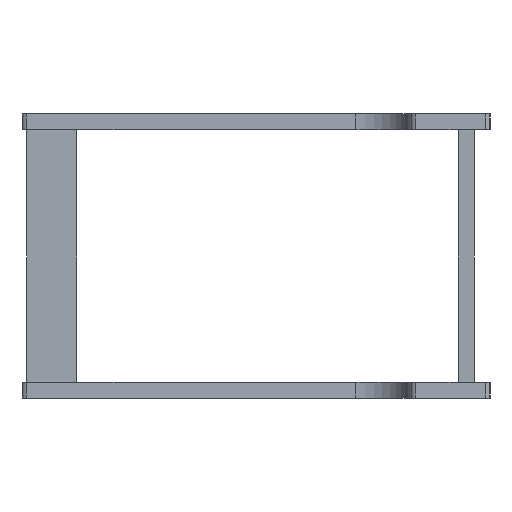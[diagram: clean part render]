
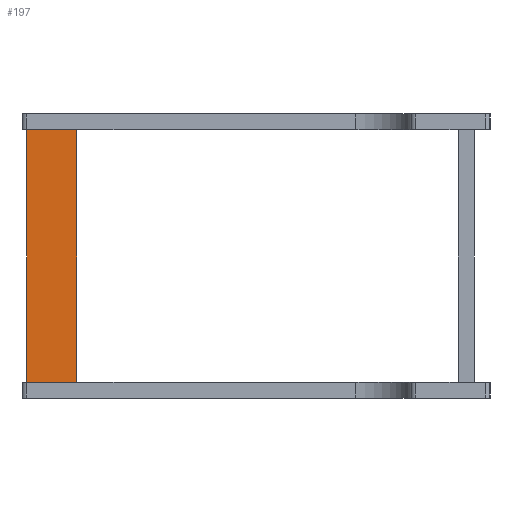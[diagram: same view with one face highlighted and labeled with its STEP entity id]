
A CAD part, left-side view. The second image highlights one B-rep face of the part: STEP entity #197.
In plain terms, the highlighted free-form (B-spline) face has degree [1, 1] with [2, 2] control points.
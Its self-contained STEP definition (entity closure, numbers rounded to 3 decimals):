
#21 = EDGE_CURVE('',#22,#24,#26,.T.);
#22 = VERTEX_POINT('',#23);
#23 = CARTESIAN_POINT('',(252.812,383.908,
    243.813));
#24 = VERTEX_POINT('',#25);
#25 = CARTESIAN_POINT('',(252.812,394.707,
    243.813));
#26 = B_SPLINE_CURVE_WITH_KNOTS('',1,(#27,#28),.UNSPECIFIED.,.F.,.F.,(2,
    2),(80.47,88.),.PIECEWISE_BEZIER_KNOTS.);
#27 = CARTESIAN_POINT('',(252.812,383.908,
    243.813));
#28 = CARTESIAN_POINT('',(252.812,394.707,
    243.813));
#57 = EDGE_CURVE('',#58,#60,#62,.T.);
#58 = VERTEX_POINT('',#59);
#59 = CARTESIAN_POINT('',(252.812,409.049,
    243.813));
#60 = VERTEX_POINT('',#61);
#61 = CARTESIAN_POINT('',(252.812,411.918,
    243.813));
#62 = B_SPLINE_CURVE_WITH_KNOTS('',1,(#63,#64),.UNSPECIFIED.,.F.,.F.,(2,
    2),(98.,100.),.PIECEWISE_BEZIER_KNOTS.);
#63 = CARTESIAN_POINT('',(252.812,409.049,
    243.813));
#64 = CARTESIAN_POINT('',(252.812,411.918,
    243.813));
#103 = VERTEX_POINT('',#104);
#104 = CARTESIAN_POINT('',(252.812,383.908,
    14.342));
#109 = EDGE_CURVE('',#103,#110,#112,.T.);
#110 = VERTEX_POINT('',#111);
#111 = CARTESIAN_POINT('',(252.812,394.707,
    14.342));
#112 = B_SPLINE_CURVE_WITH_KNOTS('',1,(#113,#114),.UNSPECIFIED.,.F.,.F.,
  (2,2),(80.47,88.),.PIECEWISE_BEZIER_KNOTS.);
#113 = CARTESIAN_POINT('',(252.812,383.908,
    14.342));
#114 = CARTESIAN_POINT('',(252.812,394.707,
    14.342));
#139 = VERTEX_POINT('',#140);
#140 = CARTESIAN_POINT('',(252.812,409.049,
    14.342));
#145 = EDGE_CURVE('',#139,#146,#148,.T.);
#146 = VERTEX_POINT('',#147);
#147 = CARTESIAN_POINT('',(252.812,411.918,
    14.342));
#148 = B_SPLINE_CURVE_WITH_KNOTS('',1,(#149,#150),.UNSPECIFIED.,.F.,.F.,
  (2,2),(98.,100.),.PIECEWISE_BEZIER_KNOTS.);
#149 = CARTESIAN_POINT('',(252.812,409.049,
    14.342));
#150 = CARTESIAN_POINT('',(252.812,411.918,
    14.342));
#165 = EDGE_CURVE('',#166,#168,#170,.T.);
#166 = VERTEX_POINT('',#167);
#167 = CARTESIAN_POINT('',(252.812,366.698,
    14.342));
#168 = VERTEX_POINT('',#169);
#169 = CARTESIAN_POINT('',(252.812,369.566,
    14.342));
#170 = B_SPLINE_CURVE_WITH_KNOTS('',1,(#171,#172),.UNSPECIFIED.,.F.,.F.,
  (2,2),(68.47,70.47),.PIECEWISE_BEZIER_KNOTS.);
#171 = CARTESIAN_POINT('',(252.812,366.698,
    14.342));
#172 = CARTESIAN_POINT('',(252.812,369.566,
    14.342));
#197 = ADVANCED_FACE('',(#198),#300,.T.);
#198 = FACE_BOUND('',#199,.T.);
#199 = EDGE_LOOP('',(#200,#209,#216,#223,#228,#229,#236,#243,#248,#249,
    #254,#255,#262,#269,#274,#275,#282,#289,#294,#295));
#200 = ORIENTED_EDGE('',*,*,#201,.T.);
#201 = EDGE_CURVE('',#202,#204,#206,.T.);
#202 = VERTEX_POINT('',#203);
#203 = CARTESIAN_POINT('',(252.812,366.698,
    243.813));
#204 = VERTEX_POINT('',#205);
#205 = CARTESIAN_POINT('',(252.812,369.566,
    243.813));
#206 = B_SPLINE_CURVE_WITH_KNOTS('',1,(#207,#208),.UNSPECIFIED.,.F.,.F.,
  (2,2),(68.47,70.47),.PIECEWISE_BEZIER_KNOTS.);
#207 = CARTESIAN_POINT('',(252.812,366.698,
    243.813));
#208 = CARTESIAN_POINT('',(252.812,369.566,
    243.813));
#209 = ORIENTED_EDGE('',*,*,#210,.F.);
#210 = EDGE_CURVE('',#211,#204,#213,.T.);
#211 = VERTEX_POINT('',#212);
#212 = CARTESIAN_POINT('',(252.812,369.566,
    258.155));
#213 = B_SPLINE_CURVE_WITH_KNOTS('',1,(#214,#215),.UNSPECIFIED.,.F.,.F.,
  (2,2),(10.,20.),.PIECEWISE_BEZIER_KNOTS.);
#214 = CARTESIAN_POINT('',(252.812,369.566,
    258.155));
#215 = CARTESIAN_POINT('',(252.812,369.566,
    243.813));
#216 = ORIENTED_EDGE('',*,*,#217,.F.);
#217 = EDGE_CURVE('',#218,#211,#220,.T.);
#218 = VERTEX_POINT('',#219);
#219 = CARTESIAN_POINT('',(252.812,383.908,
    258.155));
#220 = B_SPLINE_CURVE_WITH_KNOTS('',1,(#221,#222),.UNSPECIFIED.,.F.,.F.,
  (2,2),(-10.,0.),.PIECEWISE_BEZIER_KNOTS.);
#221 = CARTESIAN_POINT('',(252.812,383.908,
    258.155));
#222 = CARTESIAN_POINT('',(252.812,369.566,
    258.155));
#223 = ORIENTED_EDGE('',*,*,#224,.T.);
#224 = EDGE_CURVE('',#218,#22,#225,.T.);
#225 = B_SPLINE_CURVE_WITH_KNOTS('',1,(#226,#227),.UNSPECIFIED.,.F.,.F.,
  (2,2),(10.,20.),.PIECEWISE_BEZIER_KNOTS.);
#226 = CARTESIAN_POINT('',(252.812,383.908,
    258.155));
#227 = CARTESIAN_POINT('',(252.812,383.908,
    243.813));
#228 = ORIENTED_EDGE('',*,*,#21,.T.);
#229 = ORIENTED_EDGE('',*,*,#230,.F.);
#230 = EDGE_CURVE('',#231,#24,#233,.T.);
#231 = VERTEX_POINT('',#232);
#232 = CARTESIAN_POINT('',(252.812,394.707,
    258.155));
#233 = B_SPLINE_CURVE_WITH_KNOTS('',1,(#234,#235),.UNSPECIFIED.,.F.,.F.,
  (2,2),(10.,20.),.PIECEWISE_BEZIER_KNOTS.);
#234 = CARTESIAN_POINT('',(252.812,394.707,
    258.155));
#235 = CARTESIAN_POINT('',(252.812,394.707,
    243.813));
#236 = ORIENTED_EDGE('',*,*,#237,.F.);
#237 = EDGE_CURVE('',#238,#231,#240,.T.);
#238 = VERTEX_POINT('',#239);
#239 = CARTESIAN_POINT('',(252.812,409.049,
    258.155));
#240 = B_SPLINE_CURVE_WITH_KNOTS('',1,(#241,#242),.UNSPECIFIED.,.F.,.F.,
  (2,2),(-10.,0.),.PIECEWISE_BEZIER_KNOTS.);
#241 = CARTESIAN_POINT('',(252.812,409.049,
    258.155));
#242 = CARTESIAN_POINT('',(252.812,394.707,
    258.155));
#243 = ORIENTED_EDGE('',*,*,#244,.T.);
#244 = EDGE_CURVE('',#238,#58,#245,.T.);
#245 = B_SPLINE_CURVE_WITH_KNOTS('',1,(#246,#247),.UNSPECIFIED.,.F.,.F.,
  (2,2),(10.,20.),.PIECEWISE_BEZIER_KNOTS.);
#246 = CARTESIAN_POINT('',(252.812,409.049,
    258.155));
#247 = CARTESIAN_POINT('',(252.812,409.049,
    243.813));
#248 = ORIENTED_EDGE('',*,*,#57,.T.);
#249 = ORIENTED_EDGE('',*,*,#250,.F.);
#250 = EDGE_CURVE('',#146,#60,#251,.T.);
#251 = B_SPLINE_CURVE_WITH_KNOTS('',1,(#252,#253),.UNSPECIFIED.,.F.,.F.,
  (2,2),(10.,170.),.PIECEWISE_BEZIER_KNOTS.);
#252 = CARTESIAN_POINT('',(252.812,411.918,
    14.342));
#253 = CARTESIAN_POINT('',(252.812,411.918,
    243.813));
#254 = ORIENTED_EDGE('',*,*,#145,.F.);
#255 = ORIENTED_EDGE('',*,*,#256,.F.);
#256 = EDGE_CURVE('',#257,#139,#259,.T.);
#257 = VERTEX_POINT('',#258);
#258 = CARTESIAN_POINT('',(252.812,409.049,
    0.));
#259 = B_SPLINE_CURVE_WITH_KNOTS('',1,(#260,#261),.UNSPECIFIED.,.F.,.F.,
  (2,2),(0.,10.),.PIECEWISE_BEZIER_KNOTS.);
#260 = CARTESIAN_POINT('',(252.812,409.049,
    0.));
#261 = CARTESIAN_POINT('',(252.812,409.049,
    14.342));
#262 = ORIENTED_EDGE('',*,*,#263,.T.);
#263 = EDGE_CURVE('',#257,#264,#266,.T.);
#264 = VERTEX_POINT('',#265);
#265 = CARTESIAN_POINT('',(252.812,394.707,
    0.));
#266 = B_SPLINE_CURVE_WITH_KNOTS('',1,(#267,#268),.UNSPECIFIED.,.F.,.F.,
  (2,2),(0.25,0.5),.PIECEWISE_BEZIER_KNOTS.);
#267 = CARTESIAN_POINT('',(252.812,409.049,
    0.));
#268 = CARTESIAN_POINT('',(252.812,394.707,
    0.));
#269 = ORIENTED_EDGE('',*,*,#270,.T.);
#270 = EDGE_CURVE('',#264,#110,#271,.T.);
#271 = B_SPLINE_CURVE_WITH_KNOTS('',1,(#272,#273),.UNSPECIFIED.,.F.,.F.,
  (2,2),(0.,10.),.PIECEWISE_BEZIER_KNOTS.);
#272 = CARTESIAN_POINT('',(252.812,394.707,
    0.));
#273 = CARTESIAN_POINT('',(252.812,394.707,
    14.342));
#274 = ORIENTED_EDGE('',*,*,#109,.F.);
#275 = ORIENTED_EDGE('',*,*,#276,.F.);
#276 = EDGE_CURVE('',#277,#103,#279,.T.);
#277 = VERTEX_POINT('',#278);
#278 = CARTESIAN_POINT('',(252.812,383.908,
    0.));
#279 = B_SPLINE_CURVE_WITH_KNOTS('',1,(#280,#281),.UNSPECIFIED.,.F.,.F.,
  (2,2),(0.,10.),.PIECEWISE_BEZIER_KNOTS.);
#280 = CARTESIAN_POINT('',(252.812,383.908,
    0.));
#281 = CARTESIAN_POINT('',(252.812,383.908,
    14.342));
#282 = ORIENTED_EDGE('',*,*,#283,.T.);
#283 = EDGE_CURVE('',#277,#284,#286,.T.);
#284 = VERTEX_POINT('',#285);
#285 = CARTESIAN_POINT('',(252.812,369.566,
    0.));
#286 = B_SPLINE_CURVE_WITH_KNOTS('',1,(#287,#288),.UNSPECIFIED.,.F.,.F.,
  (2,2),(0.25,0.5),.PIECEWISE_BEZIER_KNOTS.);
#287 = CARTESIAN_POINT('',(252.812,383.908,
    0.));
#288 = CARTESIAN_POINT('',(252.812,369.566,
    0.));
#289 = ORIENTED_EDGE('',*,*,#290,.T.);
#290 = EDGE_CURVE('',#284,#168,#291,.T.);
#291 = B_SPLINE_CURVE_WITH_KNOTS('',1,(#292,#293),.UNSPECIFIED.,.F.,.F.,
  (2,2),(0.,10.),.PIECEWISE_BEZIER_KNOTS.);
#292 = CARTESIAN_POINT('',(252.812,369.566,
    0.));
#293 = CARTESIAN_POINT('',(252.812,369.566,
    14.342));
#294 = ORIENTED_EDGE('',*,*,#165,.F.);
#295 = ORIENTED_EDGE('',*,*,#296,.F.);
#296 = EDGE_CURVE('',#202,#166,#297,.T.);
#297 = B_SPLINE_CURVE_WITH_KNOTS('',1,(#298,#299),.UNSPECIFIED.,.F.,.F.,
  (2,2),(-170.,-10.),.PIECEWISE_BEZIER_KNOTS.);
#298 = CARTESIAN_POINT('',(252.812,366.698,
    243.813));
#299 = CARTESIAN_POINT('',(252.812,366.698,
    14.342));
#300 = B_SPLINE_SURFACE_WITH_KNOTS('',1,1,(
    (#301,#302)
    ,(#303,#304
    )),.UNSPECIFIED.,.F.,.F.,.F.,(2,2),(2,2),(0.,180.),
  (68.47,100.),.PIECEWISE_BEZIER_KNOTS.);
#301 = CARTESIAN_POINT('',(252.812,366.698,
    0.));
#302 = CARTESIAN_POINT('',(252.812,411.918,
    0.));
#303 = CARTESIAN_POINT('',(252.812,366.698,
    258.155));
#304 = CARTESIAN_POINT('',(252.812,411.918,
    258.155));
